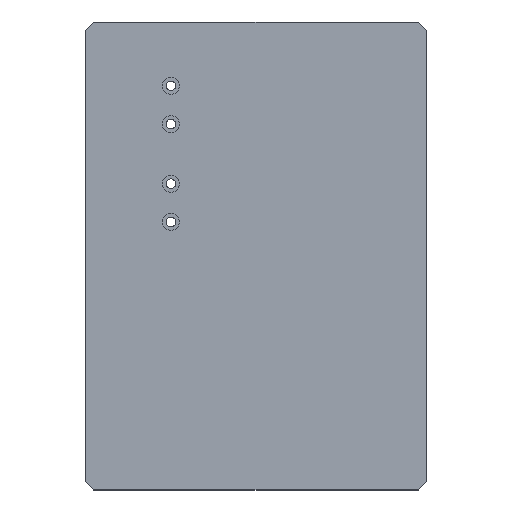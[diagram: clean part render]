
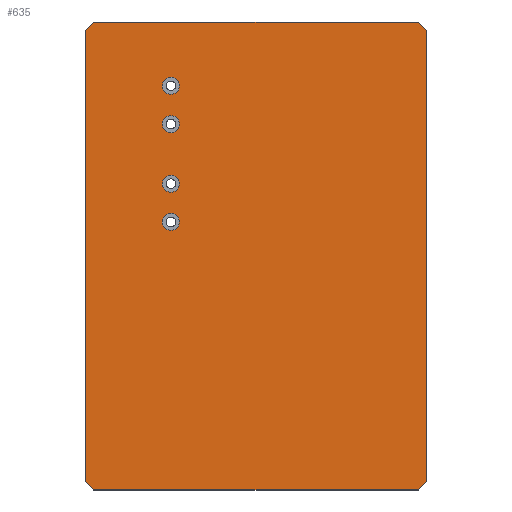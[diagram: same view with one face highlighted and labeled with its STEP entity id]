
A CAD part, top view. The second image highlights one B-rep face of the part: STEP entity #635.
In plain terms, the highlighted planar face has unit normal (0, 0, 1).
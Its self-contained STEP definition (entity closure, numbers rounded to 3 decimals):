
#2 = CARTESIAN_POINT ( 'NONE',  ( -36., 16., 8. ) ) ;
#6 = DIRECTION ( 'NONE',  ( 1., 0., 0. ) ) ;
#14 = DIRECTION ( 'NONE',  ( 1., 0., 0. ) ) ;
#19 = EDGE_CURVE ( 'NONE', #858, #287, #765, .T. ) ;
#30 = FACE_BOUND ( 'NONE', #441, .T. ) ;
#31 = VECTOR ( 'NONE', #583, 1000. ) ;
#37 = EDGE_CURVE ( 'NONE', #287, #858, #124, .T. ) ;
#43 = LINE ( 'NONE', #553, #872 ) ;
#45 = CIRCLE ( 'NONE', #585, 4. ) ;
#51 = ORIENTED_EDGE ( 'NONE', *, *, #836, .T. ) ;
#57 = VERTEX_POINT ( 'NONE', #297 ) ;
#79 = VERTEX_POINT ( 'NONE', #592 ) ;
#80 = VECTOR ( 'NONE', #498, 1000. ) ;
#82 = EDGE_LOOP ( 'NONE', ( #492, #216, #300, #656, #365, #51, #748, #935 ) ) ;
#97 = DIRECTION ( 'NONE',  ( 0., 0., 1. ) ) ;
#103 = DIRECTION ( 'NONE',  ( 0., 0., 1. ) ) ;
#108 = VERTEX_POINT ( 'NONE', #800 ) ;
#110 = CARTESIAN_POINT ( 'NONE',  ( -76.2, 110., 8. ) ) ;
#118 = CIRCLE ( 'NONE', #513, 4. ) ;
#124 = CIRCLE ( 'NONE', #949, 4. ) ;
#131 = CARTESIAN_POINT ( 'NONE',  ( 80., 110., 8. ) ) ;
#134 = CARTESIAN_POINT ( 'NONE',  ( -80., 110., 8. ) ) ;
#135 = CARTESIAN_POINT ( 'NONE',  ( -36., 34., 8. ) ) ;
#139 = VERTEX_POINT ( 'NONE', #792 ) ;
#143 = EDGE_LOOP ( 'NONE', ( #878, #594 ) ) ;
#146 = AXIS2_PLACEMENT_3D ( 'NONE', #825, #383, #819 ) ;
#153 = CARTESIAN_POINT ( 'NONE',  ( -44., 62., 8. ) ) ;
#175 = DIRECTION ( 'NONE',  ( -0.707, -0.707, 0. ) ) ;
#179 = CARTESIAN_POINT ( 'NONE',  ( -80., -106.2, 8. ) ) ;
#186 = VECTOR ( 'NONE', #917, 1000. ) ;
#187 = EDGE_CURVE ( 'NONE', #734, #79, #563, .T. ) ;
#194 = DIRECTION ( 'NONE',  ( 1., 0., 0. ) ) ;
#197 = EDGE_LOOP ( 'NONE', ( #709, #580 ) ) ;
#206 = AXIS2_PLACEMENT_3D ( 'NONE', #847, #273, #194 ) ;
#209 = ORIENTED_EDGE ( 'NONE', *, *, #807, .F. ) ;
#212 = CARTESIAN_POINT ( 'NONE',  ( -40., 16., 8. ) ) ;
#214 = AXIS2_PLACEMENT_3D ( 'NONE', #443, #97, #735 ) ;
#216 = ORIENTED_EDGE ( 'NONE', *, *, #933, .T. ) ;
#220 = VERTEX_POINT ( 'NONE', #624 ) ;
#221 = EDGE_CURVE ( 'NONE', #852, #734, #779, .T. ) ;
#224 = VERTEX_POINT ( 'NONE', #260 ) ;
#229 = EDGE_CURVE ( 'NONE', #108, #852, #43, .T. ) ;
#239 = CARTESIAN_POINT ( 'NONE',  ( -93.1, -93.1, 8. ) ) ;
#244 = LINE ( 'NONE', #239, #267 ) ;
#253 = DIRECTION ( 'NONE',  ( 1., 0., 0. ) ) ;
#258 = DIRECTION ( 'NONE',  ( 1., 0., 0. ) ) ;
#260 = CARTESIAN_POINT ( 'NONE',  ( -80., 106.2, 8. ) ) ;
#267 = VECTOR ( 'NONE', #537, 1000. ) ;
#273 = DIRECTION ( 'NONE',  ( 0., 0., 1. ) ) ;
#286 = VERTEX_POINT ( 'NONE', #135 ) ;
#287 = VERTEX_POINT ( 'NONE', #2 ) ;
#291 = CIRCLE ( 'NONE', #796, 4. ) ;
#295 = VERTEX_POINT ( 'NONE', #810 ) ;
#297 = CARTESIAN_POINT ( 'NONE',  ( -36., 62., 8. ) ) ;
#300 = ORIENTED_EDGE ( 'NONE', *, *, #229, .T. ) ;
#306 = VERTEX_POINT ( 'NONE', #153 ) ;
#311 = ORIENTED_EDGE ( 'NONE', *, *, #923, .F. ) ;
#315 = EDGE_CURVE ( 'NONE', #813, #649, #652, .T. ) ;
#317 = DIRECTION ( 'NONE',  ( 0., 0., 1. ) ) ;
#325 = CARTESIAN_POINT ( 'NONE',  ( 0., 0., 8. ) ) ;
#339 = DIRECTION ( 'NONE',  ( 1., 0., 0. ) ) ;
#343 = CARTESIAN_POINT ( 'NONE',  ( 93.1, -93.1, 8. ) ) ;
#356 = EDGE_CURVE ( 'NONE', #286, #139, #291, .T. ) ;
#365 = ORIENTED_EDGE ( 'NONE', *, *, #187, .T. ) ;
#373 = CARTESIAN_POINT ( 'NONE',  ( -40., 80., 8. ) ) ;
#383 = DIRECTION ( 'NONE',  ( 0., 0., 1. ) ) ;
#393 = LINE ( 'NONE', #447, #749 ) ;
#398 = FACE_OUTER_BOUND ( 'NONE', #82, .T. ) ;
#412 = EDGE_LOOP ( 'NONE', ( #566, #421 ) ) ;
#413 = EDGE_CURVE ( 'NONE', #220, #295, #626, .T. ) ;
#421 = ORIENTED_EDGE ( 'NONE', *, *, #684, .F. ) ;
#437 = EDGE_CURVE ( 'NONE', #295, #220, #45, .T. ) ;
#441 = EDGE_LOOP ( 'NONE', ( #209, #311 ) ) ;
#443 = CARTESIAN_POINT ( 'NONE',  ( -40., 80., 8. ) ) ;
#447 = CARTESIAN_POINT ( 'NONE',  ( 93.1, 93.1, 8. ) ) ;
#453 = DIRECTION ( 'NONE',  ( 0., 0., 1. ) ) ;
#457 = CIRCLE ( 'NONE', #206, 4. ) ;
#472 = LINE ( 'NONE', #544, #934 ) ;
#473 = PLANE ( 'NONE',  #919 ) ;
#482 = CIRCLE ( 'NONE', #146, 4. ) ;
#485 = CARTESIAN_POINT ( 'NONE',  ( 76.2, 110., 8. ) ) ;
#492 = ORIENTED_EDGE ( 'NONE', *, *, #790, .T. ) ;
#498 = DIRECTION ( 'NONE',  ( 0., 1., 0. ) ) ;
#509 = DIRECTION ( 'NONE',  ( 0., 0., 1. ) ) ;
#513 = AXIS2_PLACEMENT_3D ( 'NONE', #909, #103, #253 ) ;
#519 = VERTEX_POINT ( 'NONE', #179 ) ;
#522 = EDGE_CURVE ( 'NONE', #649, #224, #472, .T. ) ;
#532 = DIRECTION ( 'NONE',  ( 1., 0., 0. ) ) ;
#537 = DIRECTION ( 'NONE',  ( 0.707, -0.707, 0. ) ) ;
#543 = CARTESIAN_POINT ( 'NONE',  ( 76.2, -110., 8. ) ) ;
#544 = CARTESIAN_POINT ( 'NONE',  ( -93.1, 93.1, 8. ) ) ;
#553 = CARTESIAN_POINT ( 'NONE',  ( -80., -110., 8. ) ) ;
#563 = LINE ( 'NONE', #131, #80 ) ;
#566 = ORIENTED_EDGE ( 'NONE', *, *, #356, .F. ) ;
#580 = ORIENTED_EDGE ( 'NONE', *, *, #19, .F. ) ;
#583 = DIRECTION ( 'NONE',  ( -1., 0., 0. ) ) ;
#585 = AXIS2_PLACEMENT_3D ( 'NONE', #373, #317, #6 ) ;
#592 = CARTESIAN_POINT ( 'NONE',  ( 80., 106.2, 8. ) ) ;
#594 = ORIENTED_EDGE ( 'NONE', *, *, #413, .F. ) ;
#623 = FACE_BOUND ( 'NONE', #197, .T. ) ;
#624 = CARTESIAN_POINT ( 'NONE',  ( -44., 80., 8. ) ) ;
#626 = CIRCLE ( 'NONE', #214, 4. ) ;
#635 = ADVANCED_FACE ( 'NONE', ( #30, #772, #758, #623, #398 ), #473, .T. ) ;
#649 = VERTEX_POINT ( 'NONE', #110 ) ;
#652 = LINE ( 'NONE', #944, #31 ) ;
#656 = ORIENTED_EDGE ( 'NONE', *, *, #221, .T. ) ;
#678 = DIRECTION ( 'NONE',  ( 0., 0., 1. ) ) ;
#684 = EDGE_CURVE ( 'NONE', #139, #286, #118, .T. ) ;
#709 = ORIENTED_EDGE ( 'NONE', *, *, #37, .F. ) ;
#713 = CARTESIAN_POINT ( 'NONE',  ( 80., -106.2, 8. ) ) ;
#718 = DIRECTION ( 'NONE',  ( 0., -1., 0. ) ) ;
#733 = AXIS2_PLACEMENT_3D ( 'NONE', #739, #453, #14 ) ;
#734 = VERTEX_POINT ( 'NONE', #713 ) ;
#735 = DIRECTION ( 'NONE',  ( 1., 0., 0. ) ) ;
#739 = CARTESIAN_POINT ( 'NONE',  ( -40., 16., 8. ) ) ;
#741 = DIRECTION ( 'NONE',  ( -0.707, 0.707, 0. ) ) ;
#748 = ORIENTED_EDGE ( 'NONE', *, *, #315, .T. ) ;
#749 = VECTOR ( 'NONE', #741, 1000. ) ;
#754 = CARTESIAN_POINT ( 'NONE',  ( -40., 34., 8. ) ) ;
#758 = FACE_BOUND ( 'NONE', #412, .T. ) ;
#765 = CIRCLE ( 'NONE', #733, 4. ) ;
#772 = FACE_BOUND ( 'NONE', #143, .T. ) ;
#779 = LINE ( 'NONE', #343, #186 ) ;
#790 = EDGE_CURVE ( 'NONE', #224, #519, #860, .T. ) ;
#792 = CARTESIAN_POINT ( 'NONE',  ( -44., 34., 8. ) ) ;
#796 = AXIS2_PLACEMENT_3D ( 'NONE', #754, #678, #532 ) ;
#800 = CARTESIAN_POINT ( 'NONE',  ( -76.2, -110., 8. ) ) ;
#807 = EDGE_CURVE ( 'NONE', #57, #306, #457, .T. ) ;
#810 = CARTESIAN_POINT ( 'NONE',  ( -36., 80., 8. ) ) ;
#813 = VERTEX_POINT ( 'NONE', #485 ) ;
#819 = DIRECTION ( 'NONE',  ( 1., 0., 0. ) ) ;
#825 = CARTESIAN_POINT ( 'NONE',  ( -40., 62., 8. ) ) ;
#834 = CARTESIAN_POINT ( 'NONE',  ( -44., 16., 8. ) ) ;
#836 = EDGE_CURVE ( 'NONE', #79, #813, #393, .T. ) ;
#847 = CARTESIAN_POINT ( 'NONE',  ( -40., 62., 8. ) ) ;
#852 = VERTEX_POINT ( 'NONE', #543 ) ;
#858 = VERTEX_POINT ( 'NONE', #834 ) ;
#860 = LINE ( 'NONE', #134, #866 ) ;
#866 = VECTOR ( 'NONE', #718, 1000. ) ;
#872 = VECTOR ( 'NONE', #339, 1000. ) ;
#878 = ORIENTED_EDGE ( 'NONE', *, *, #437, .F. ) ;
#883 = DIRECTION ( 'NONE',  ( 1., 0., 0. ) ) ;
#909 = CARTESIAN_POINT ( 'NONE',  ( -40., 34., 8. ) ) ;
#915 = DIRECTION ( 'NONE',  ( 0., 0., 1. ) ) ;
#917 = DIRECTION ( 'NONE',  ( 0.707, 0.707, 0. ) ) ;
#919 = AXIS2_PLACEMENT_3D ( 'NONE', #325, #915, #258 ) ;
#923 = EDGE_CURVE ( 'NONE', #306, #57, #482, .T. ) ;
#933 = EDGE_CURVE ( 'NONE', #519, #108, #244, .T. ) ;
#934 = VECTOR ( 'NONE', #175, 1000. ) ;
#935 = ORIENTED_EDGE ( 'NONE', *, *, #522, .T. ) ;
#944 = CARTESIAN_POINT ( 'NONE',  ( -80., 110., 8. ) ) ;
#949 = AXIS2_PLACEMENT_3D ( 'NONE', #212, #509, #883 ) ;
